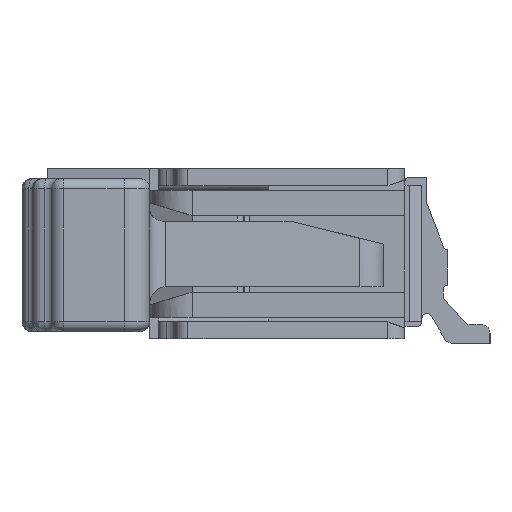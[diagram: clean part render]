
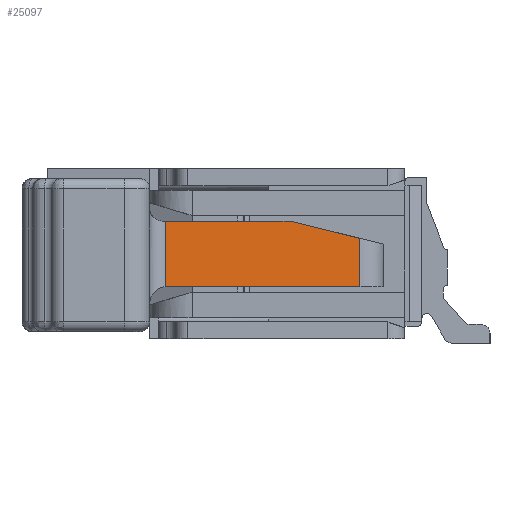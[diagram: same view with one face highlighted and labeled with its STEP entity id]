
A CAD part, left-side view. The second image highlights one B-rep face of the part: STEP entity #25097.
In plain terms, the highlighted planar face has unit normal (-0.997, -0.072, 0).
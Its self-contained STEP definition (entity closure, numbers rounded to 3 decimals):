
#18015=DIRECTION('',(-0.073,0.997,0.));
#18016=VECTOR('',#18015,1.468);
#18017=CARTESIAN_POINT('',(-16.685,-3.15,
0.385));
#18018=LINE('',#18017,#18016);
#18078=DIRECTION('',(0.073,-0.997,0.));
#18079=VECTOR('',#18078,2.278);
#18080=CARTESIAN_POINT('',(-16.79,-1.7,
-0.385));
#18081=LINE('',#18080,#18079);
#18183=DIRECTION('',(0.,0.,-1.));
#18184=VECTOR('',#18183,0.771);
#18185=CARTESIAN_POINT('',(-16.792,-1.685,
0.385));
#18186=LINE('',#18185,#18184);
#18191=DIRECTION('',(0.07,-0.969,-0.238));
#18192=VECTOR('',#18191,0.848);
#18193=CARTESIAN_POINT('',(-16.685,-3.15,
0.385));
#18194=LINE('',#18193,#18192);
#18195=CARTESIAN_POINT('',(-16.79,-1.7,
-0.385));
#18196=CARTESIAN_POINT('',(-16.791,-1.695,
-0.385));
#18197=CARTESIAN_POINT('',(-16.791,-1.69,
-0.385));
#18198=CARTESIAN_POINT('',(-16.792,-1.685,
-0.386));
#18208=DIRECTION('',(0.,0.,1.));
#18209=VECTOR('',#18208,0.568);
#18210=CARTESIAN_POINT('',(-16.625,-3.972,
-0.385));
#18211=LINE('',#18210,#18209);
#19410=CARTESIAN_POINT('',(-16.685,-3.15,
0.385));
#19411=VERTEX_POINT('',#19410);
#19412=CARTESIAN_POINT('',(-16.792,-1.685,
0.385));
#19413=VERTEX_POINT('',#19412);
#19434=CARTESIAN_POINT('',(-16.79,-1.7,
-0.385));
#19435=VERTEX_POINT('',#19434);
#19436=CARTESIAN_POINT('',(-16.625,-3.972,
-0.385));
#19437=VERTEX_POINT('',#19436);
#19462=CARTESIAN_POINT('',(-16.792,-1.685,
-0.386));
#19463=VERTEX_POINT('',#19462);
#19464=CARTESIAN_POINT('',(-16.625,-3.972,
0.183));
#19465=VERTEX_POINT('',#19464);
#25081=CARTESIAN_POINT('',(-16.708,-2.829,
0.));
#25082=DIRECTION('',(0.997,0.073,0.));
#25083=DIRECTION('',(0.073,-0.997,0.));
#25084=AXIS2_PLACEMENT_3D('',#25081,#25082,#25083);
#25085=PLANE('',#25084);
#25087=ORIENTED_EDGE('',*,*,#25086,.T.);
#25089=ORIENTED_EDGE('',*,*,#25088,.F.);
#25090=ORIENTED_EDGE('',*,*,#24966,.F.);
#25092=ORIENTED_EDGE('',*,*,#25091,.T.);
#25093=ORIENTED_EDGE('',*,*,#25072,.F.);
#25094=ORIENTED_EDGE('',*,*,#24889,.F.);
#25095=EDGE_LOOP('',(#25087,#25089,#25090,#25092,#25093,#25094));
#25096=FACE_OUTER_BOUND('',#25095,.F.);
#18199=B_SPLINE_CURVE_WITH_KNOTS('',3,(#18195,#18196,#18197,#18198),
.UNSPECIFIED.,.F.,.F.,(4,4),(0.,1.),.UNSPECIFIED.);
#24889=EDGE_CURVE('',#19411,#19413,#18018,.T.);
#24966=EDGE_CURVE('',#19435,#19437,#18081,.T.);
#25072=EDGE_CURVE('',#19413,#19463,#18186,.T.);
#25086=EDGE_CURVE('',#19411,#19465,#18194,.T.);
#25088=EDGE_CURVE('',#19437,#19465,#18211,.T.);
#25091=EDGE_CURVE('',#19435,#19463,#18199,.T.);
#25097=ADVANCED_FACE('',(#25096),#25085,.F.);
